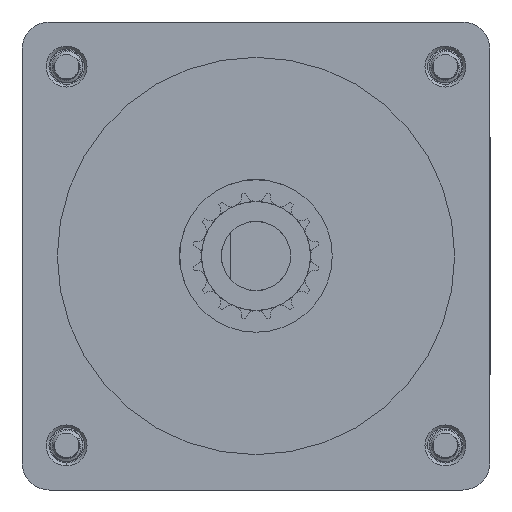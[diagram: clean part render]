
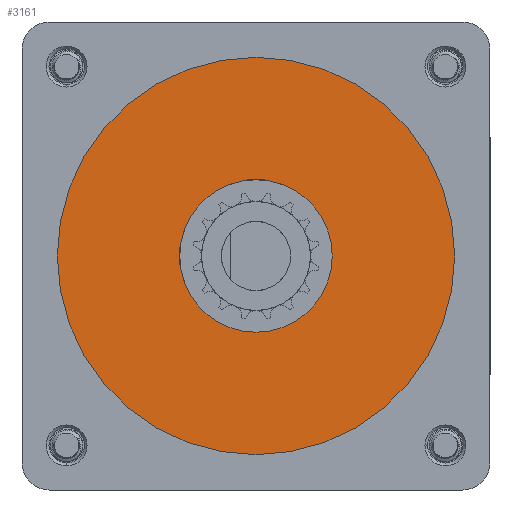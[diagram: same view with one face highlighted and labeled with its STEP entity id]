
A CAD part, left-side view. The second image highlights one B-rep face of the part: STEP entity #3161.
In plain terms, the highlighted planar face has unit normal (-1, 0, 0).
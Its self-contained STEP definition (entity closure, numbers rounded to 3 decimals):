
#97 = DIRECTION ( 'NONE',  ( 1., 0., 0. ) ) ;
#166 = ORIENTED_EDGE ( 'NONE', *, *, #8769, .F. ) ;
#315 = DIRECTION ( 'NONE',  ( 1., 0., 0. ) ) ;
#992 = DIRECTION ( 'NONE',  ( 1., 0., 0. ) ) ;
#1201 = CARTESIAN_POINT ( 'NONE',  ( -32.054, 30.499, 43. ) ) ;
#1293 = AXIS2_PLACEMENT_3D ( 'NONE', #3371, #992, #6504 ) ;
#1696 = CIRCLE ( 'NONE', #7701, 8. ) ;
#1822 = EDGE_CURVE ( 'NONE', #5466, #6172, #1696, .T. ) ;
#2202 = DIRECTION ( 'NONE',  ( 1., 0., 0. ) ) ;
#2688 = AXIS2_PLACEMENT_3D ( 'NONE', #1201, #97, #11204 ) ;
#3120 = CIRCLE ( 'NONE', #1293, 36.5 ) ;
#3161 = ADVANCED_FACE ( 'NONE', ( #7546, #6995 ), #14319, .T. ) ;
#3371 = CARTESIAN_POINT ( 'NONE',  ( -32.054, 30.499, 43. ) ) ;
#3627 = ORIENTED_EDGE ( 'NONE', *, *, #10525, .F. ) ;
#4228 = DIRECTION ( 'NONE',  ( -1., 0., 0. ) ) ;
#4245 = CARTESIAN_POINT ( 'NONE',  ( -32.054, 66.999, 43. ) ) ;
#5210 = VERTEX_POINT ( 'NONE', #4245 ) ;
#5411 = CARTESIAN_POINT ( 'NONE',  ( -32.054, 30.499, 43. ) ) ;
#5466 = VERTEX_POINT ( 'NONE', #9000 ) ;
#5773 = CIRCLE ( 'NONE', #2688, 8. ) ;
#5837 = CIRCLE ( 'NONE', #7491, 36.5 ) ;
#6172 = VERTEX_POINT ( 'NONE', #11432 ) ;
#6504 = DIRECTION ( 'NONE',  ( 0., 1., 0. ) ) ;
#6995 = FACE_BOUND ( 'NONE', #12520, .T. ) ;
#7491 = AXIS2_PLACEMENT_3D ( 'NONE', #9070, #315, #13484 ) ;
#7546 = FACE_OUTER_BOUND ( 'NONE', #11797, .T. ) ;
#7701 = AXIS2_PLACEMENT_3D ( 'NONE', #8533, #2202, #12109 ) ;
#8533 = CARTESIAN_POINT ( 'NONE',  ( -32.054, 30.499, 43. ) ) ;
#8769 = EDGE_CURVE ( 'NONE', #5210, #8777, #3120, .T. ) ;
#8777 = VERTEX_POINT ( 'NONE', #13283 ) ;
#9000 = CARTESIAN_POINT ( 'NONE',  ( -32.054, 22.499, 43. ) ) ;
#9070 = CARTESIAN_POINT ( 'NONE',  ( -32.054, 30.499, 43. ) ) ;
#10525 = EDGE_CURVE ( 'NONE', #8777, #5210, #5837, .T. ) ;
#11204 = DIRECTION ( 'NONE',  ( 0., -1., 0. ) ) ;
#11282 = ORIENTED_EDGE ( 'NONE', *, *, #13920, .T. ) ;
#11432 = CARTESIAN_POINT ( 'NONE',  ( -32.054, 38.499, 43. ) ) ;
#11797 = EDGE_LOOP ( 'NONE', ( #166, #3627 ) ) ;
#12044 = DIRECTION ( 'NONE',  ( 0., -1., 0. ) ) ;
#12109 = DIRECTION ( 'NONE',  ( 0., -1., 0. ) ) ;
#12520 = EDGE_LOOP ( 'NONE', ( #13921, #11282 ) ) ;
#13283 = CARTESIAN_POINT ( 'NONE',  ( -32.054, -6.001, 43. ) ) ;
#13463 = AXIS2_PLACEMENT_3D ( 'NONE', #5411, #4228, #12044 ) ;
#13484 = DIRECTION ( 'NONE',  ( 0., 1., 0. ) ) ;
#13920 = EDGE_CURVE ( 'NONE', #6172, #5466, #5773, .T. ) ;
#13921 = ORIENTED_EDGE ( 'NONE', *, *, #1822, .T. ) ;
#14319 = PLANE ( 'NONE',  #13463 ) ;
